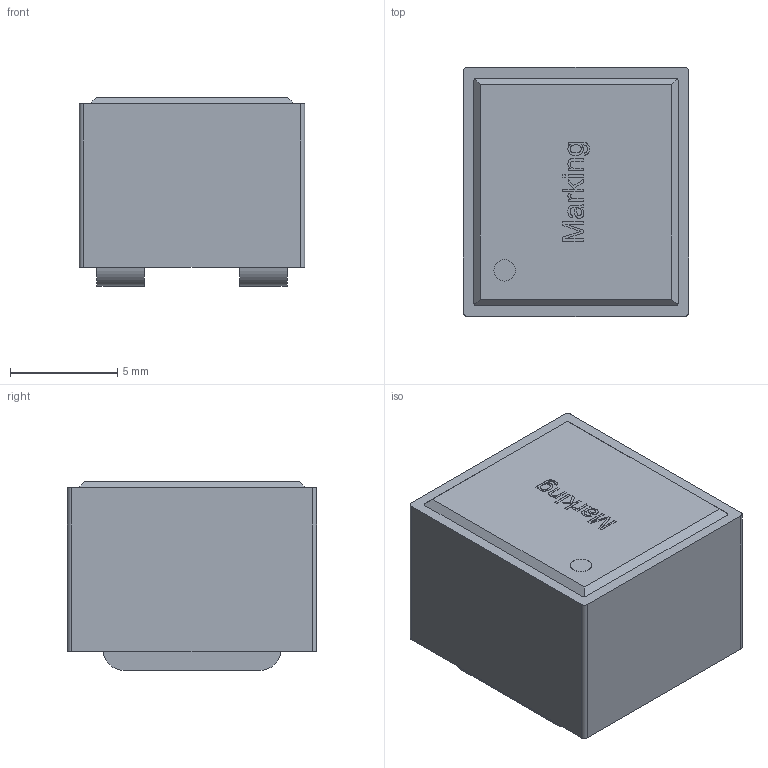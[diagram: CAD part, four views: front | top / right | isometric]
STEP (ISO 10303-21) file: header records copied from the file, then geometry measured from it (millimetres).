
FILE_DESCRIPTION(/* description */ ('Unknown'),/* implementation_level */ '2;1');
FILE_NAME(/* name */ 'L_Wurth_WE-XHMI_1090',/* time_stamp */ '2022-03-08T13:37:43+08:00',/* author */ ('Unknown'),/* organization */ ('Unknown'),/* preprocessor_version */ 'ST-DEVELOPER v16.7',/* originating_system */ 'Solid Edge',/* authorisation */ 'Unknown');
FILE_SCHEMA (('AUTOMOTIVE_DESIGN {1 0 10303 214 3 1 1}'));
Length unit declared in the file: millimetre
Products named in the file (2): L_Wurth_WE-XHMI_1090
Assembly tree (1 placements, depth 2):
  L_Wurth_WE-XHMI_1090
    L_Wurth_WE-XHMI_1090
Bounding box: 10.5 x 11.6 x 8.8 mm (x, y, z)
Volume: 984.9 mm3; surface area: 614.4 mm2
Topology: 1 solids, 1 shells, 103 faces, 261 edges, 174 vertices
Faces by surface type: plane 75, cylinder 15, bspline 13
Full cylindrical faces by diameter (mm): 1 x1
Entity records: 4397 total; most frequent: CARTESIAN_POINT 1204, ORIENTED_EDGE 518, DIRECTION 450, EDGE_CURVE 259, LINE 198, VECTOR 198, VERTEX_POINT 174, AXIS2_PLACEMENT_3D 126
